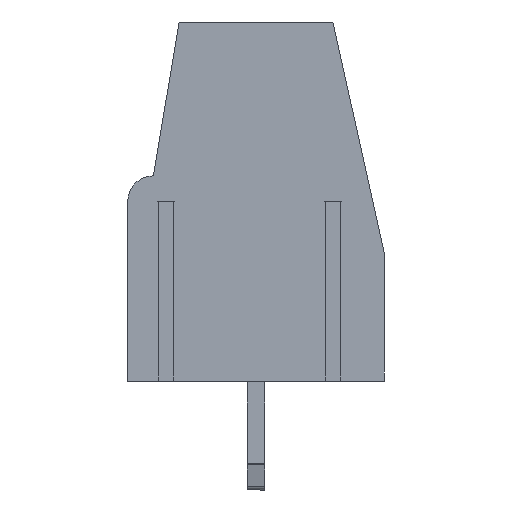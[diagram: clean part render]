
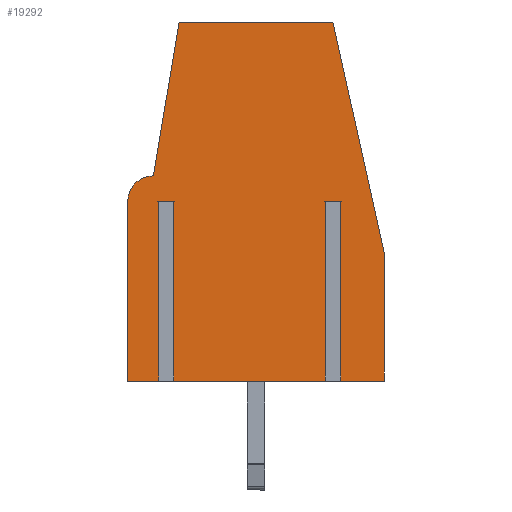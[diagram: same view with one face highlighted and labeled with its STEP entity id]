
A CAD part, left-side view. The second image highlights one B-rep face of the part: STEP entity #19292.
In plain terms, the highlighted face is planar.
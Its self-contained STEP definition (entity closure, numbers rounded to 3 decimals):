
#936=CIRCLE('',#22268,1.);
#2500=FACE_OUTER_BOUND('',#3281,.T.);
#3281=EDGE_LOOP('',(#17400,#17401,#17402,#17403,#17404,#17405,#17406,#17407,
#17408,#17409,#17410,#17411,#17412,#17413,#17414));
#5449=LINE('',#45510,#7784);
#5454=LINE('',#45521,#7789);
#5456=LINE('',#45524,#7791);
#5462=LINE('',#45538,#7797);
#5466=LINE('',#45545,#7801);
#5467=LINE('',#45547,#7802);
#5468=LINE('',#45549,#7803);
#5469=LINE('',#45551,#7804);
#5470=LINE('',#45553,#7805);
#5471=LINE('',#45555,#7806);
#5472=LINE('',#45557,#7807);
#5473=LINE('',#45559,#7808);
#5474=LINE('',#45563,#7809);
#5475=LINE('',#45564,#7810);
#7784=VECTOR('',#27276,10.);
#7789=VECTOR('',#27285,10.);
#7791=VECTOR('',#27289,10.);
#7797=VECTOR('',#27299,10.);
#7801=VECTOR('',#27305,10.);
#7802=VECTOR('',#27308,10.);
#7803=VECTOR('',#27311,10.);
#7804=VECTOR('',#27312,10.);
#7805=VECTOR('',#27313,10.);
#7806=VECTOR('',#27314,10.);
#7807=VECTOR('',#27315,10.);
#7808=VECTOR('',#27316,10.);
#7809=VECTOR('',#27319,10.);
#7810=VECTOR('',#27320,10.);
#10775=VERTEX_POINT('',#45504);
#10777=VERTEX_POINT('',#45508);
#10780=VERTEX_POINT('',#45518);
#10781=VERTEX_POINT('',#45520);
#10786=VERTEX_POINT('',#45535);
#10787=VERTEX_POINT('',#45537);
#10788=VERTEX_POINT('',#45541);
#10789=VERTEX_POINT('',#45543);
#10790=VERTEX_POINT('',#45550);
#10791=VERTEX_POINT('',#45552);
#10792=VERTEX_POINT('',#45554);
#10793=VERTEX_POINT('',#45556);
#10794=VERTEX_POINT('',#45558);
#10795=VERTEX_POINT('',#45560);
#10796=VERTEX_POINT('',#45562);
#13849=EDGE_CURVE('',#10775,#10777,#5449,.T.);
#13854=EDGE_CURVE('',#10781,#10780,#5454,.T.);
#13856=EDGE_CURVE('',#10777,#10781,#5456,.T.);
#13862=EDGE_CURVE('',#10787,#10786,#5462,.T.);
#13866=EDGE_CURVE('',#10788,#10789,#5466,.T.);
#13867=EDGE_CURVE('',#10789,#10787,#5467,.T.);
#13868=EDGE_CURVE('',#10780,#10788,#5468,.T.);
#13869=EDGE_CURVE('',#10786,#10790,#5469,.T.);
#13870=EDGE_CURVE('',#10790,#10791,#5470,.T.);
#13871=EDGE_CURVE('',#10791,#10792,#5471,.T.);
#13872=EDGE_CURVE('',#10792,#10793,#5472,.T.);
#13873=EDGE_CURVE('',#10793,#10794,#5473,.T.);
#13874=EDGE_CURVE('',#10794,#10795,#936,.T.);
#13875=EDGE_CURVE('',#10795,#10796,#5474,.T.);
#13876=EDGE_CURVE('',#10796,#10775,#5475,.T.);
#17400=ORIENTED_EDGE('',*,*,#13854,.T.);
#17401=ORIENTED_EDGE('',*,*,#13868,.T.);
#17402=ORIENTED_EDGE('',*,*,#13866,.T.);
#17403=ORIENTED_EDGE('',*,*,#13867,.T.);
#17404=ORIENTED_EDGE('',*,*,#13862,.T.);
#17405=ORIENTED_EDGE('',*,*,#13869,.T.);
#17406=ORIENTED_EDGE('',*,*,#13870,.T.);
#17407=ORIENTED_EDGE('',*,*,#13871,.T.);
#17408=ORIENTED_EDGE('',*,*,#13872,.T.);
#17409=ORIENTED_EDGE('',*,*,#13873,.T.);
#17410=ORIENTED_EDGE('',*,*,#13874,.T.);
#17411=ORIENTED_EDGE('',*,*,#13875,.T.);
#17412=ORIENTED_EDGE('',*,*,#13876,.T.);
#17413=ORIENTED_EDGE('',*,*,#13849,.T.);
#17414=ORIENTED_EDGE('',*,*,#13856,.T.);
#18542=PLANE('',#22267);
#19292=ADVANCED_FACE('',(#2500),#18542,.F.);
#22267=AXIS2_PLACEMENT_3D('',#45548,#27309,#27310);
#22268=AXIS2_PLACEMENT_3D('',#45561,#27317,#27318);
#27276=DIRECTION('',(0.,1.,0.));
#27285=DIRECTION('',(0.,-1.,0.));
#27289=DIRECTION('',(-1.,0.,0.));
#27299=DIRECTION('',(0.,-1.,0.));
#27305=DIRECTION('',(0.,1.,0.));
#27308=DIRECTION('',(-1.,0.,0.));
#27309=DIRECTION('center_axis',(0.,0.,
1.));
#27310=DIRECTION('ref_axis',(1.,0.,0.));
#27311=DIRECTION('',(-1.,0.,0.));
#27312=DIRECTION('',(-1.,0.,0.));
#27313=DIRECTION('',(0.,1.,0.));
#27314=DIRECTION('',(0.217,0.976,0.));
#27315=DIRECTION('',(1.,0.,0.));
#27316=DIRECTION('',(0.164,-0.986,0.));
#27317=DIRECTION('center_axis',(0.,0.,
-1.));
#27318=DIRECTION('ref_axis',(1.,0.,0.));
#27319=DIRECTION('',(0.,-1.,0.));
#27320=DIRECTION('',(-1.,0.,0.));
#45504=CARTESIAN_POINT('',(8.8,0.,-25.52));
#45508=CARTESIAN_POINT('',(8.8,7.,-25.52));
#45510=CARTESIAN_POINT('',(8.8,2.75,-25.52));
#45518=CARTESIAN_POINT('',(8.2,0.,-25.52));
#45520=CARTESIAN_POINT('',(8.2,7.,-25.52));
#45521=CARTESIAN_POINT('',(8.2,2.75,-25.52));
#45524=CARTESIAN_POINT('',(5.,7.,-25.52));
#45535=CARTESIAN_POINT('',(1.7,0.,-25.52));
#45537=CARTESIAN_POINT('',(1.7,7.,-25.52));
#45538=CARTESIAN_POINT('',(1.7,2.75,-25.52));
#45541=CARTESIAN_POINT('',(2.3,0.,-25.52));
#45543=CARTESIAN_POINT('',(2.3,7.,-25.52));
#45545=CARTESIAN_POINT('',(2.3,2.75,-25.52));
#45547=CARTESIAN_POINT('',(5.,7.,-25.52));
#45548=CARTESIAN_POINT('Origin',(5.5,5.5,-25.52));
#45549=CARTESIAN_POINT('',(2.75,0.,-25.52));
#45550=CARTESIAN_POINT('',(0.,0.,-25.52));
#45551=CARTESIAN_POINT('',(2.75,0.,-25.52));
#45552=CARTESIAN_POINT('',(0.,5.,-25.52));
#45553=CARTESIAN_POINT('',(0.,5.25,-25.52));
#45554=CARTESIAN_POINT('',(2.,14.,-25.52));
#45555=CARTESIAN_POINT('',(1.182,10.321,-25.52));
#45556=CARTESIAN_POINT('',(8.,14.,-25.52));
#45557=CARTESIAN_POINT('',(6.75,14.,-25.52));
#45558=CARTESIAN_POINT('',(9.,8.,-25.52));
#45559=CARTESIAN_POINT('',(9.155,7.068,-25.52));
#45560=CARTESIAN_POINT('',(10.,7.,-25.52));
#45561=CARTESIAN_POINT('Origin',(9.,7.,-25.52));
#45562=CARTESIAN_POINT('',(10.,0.,-25.52));
#45563=CARTESIAN_POINT('',(10.,2.75,-25.52));
#45564=CARTESIAN_POINT('',(2.75,0.,-25.52));
